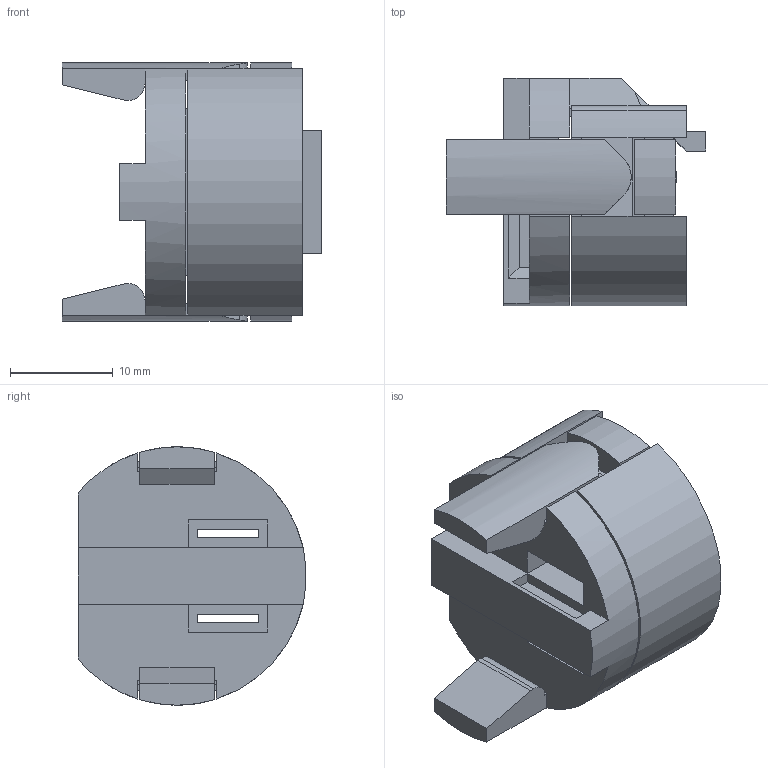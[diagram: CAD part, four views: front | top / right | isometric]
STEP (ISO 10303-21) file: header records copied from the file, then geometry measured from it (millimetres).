
FILE_DESCRIPTION(/* description */ (''),/* implementation_level */ '2;1');
FILE_NAME(/* name */ 'Removable Chassis Module v33.step',/* time_stamp */ '2020-01-10T16:57:48-05:00',/* author */ (''),/* organization */ (''),/* preprocessor_version */ 'ST-DEVELOPER v18',/* originating_system */ 'Autodesk Translation Framework v8.12.0.6',/* authorisation */ '');
FILE_SCHEMA (('AUTOMOTIVE_DESIGN { 1 0 10303 214 3 1 1 }'));
Length unit declared in the file: millimetre
Products named in the file (6): Removable Chassis Module; Chassis Side; Chassis Rails; SD Card Plate; Hilt Side; Hilt Rails
Assembly tree (5 placements, depth 2):
  Removable Chassis Module
    Chassis Side
    Chassis Rails
    SD Card Plate
    Hilt Side
    Hilt Rails
Bounding box: 25.2 x 22.13 x 25.1 mm (x, y, z)
Volume: 4716.5 mm3; surface area: 5377.2 mm2
Topology: 5 solids, 5 shells, 216 faces, 603 edges, 396 vertices
Faces by surface type: plane 195, cylinder 21
Entity records: 7020 total; most frequent: CARTESIAN_POINT 1244, ORIENTED_EDGE 1206, DIRECTION 1105, EDGE_CURVE 603, LINE 551, VECTOR 551, VERTEX_POINT 396, AXIS2_PLACEMENT_3D 277
